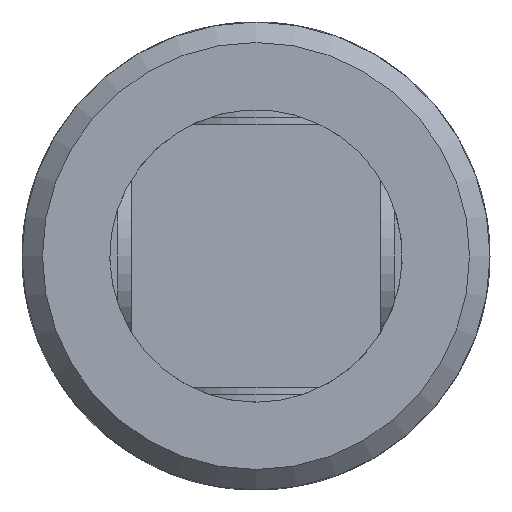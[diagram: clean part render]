
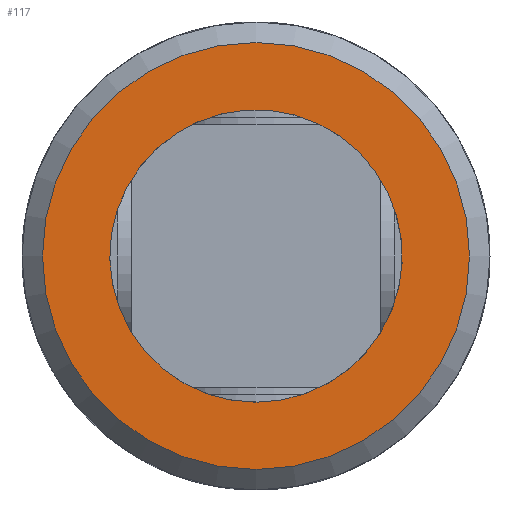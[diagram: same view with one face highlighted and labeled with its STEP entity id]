
A CAD part, left-side view. The second image highlights one B-rep face of the part: STEP entity #117.
In plain terms, the highlighted planar face has unit normal (-1, 0, 0).
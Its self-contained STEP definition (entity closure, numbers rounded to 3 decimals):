
#117 = ADVANCED_FACE( '', ( #237, #238 ), #239, .F. );
#237 = FACE_OUTER_BOUND( '', #391, .T. );
#238 = FACE_BOUND( '', #392, .T. );
#239 = PLANE( '', #393 );
#391 = EDGE_LOOP( '', ( #538 ) );
#392 = EDGE_LOOP( '', ( #539 ) );
#393 = AXIS2_PLACEMENT_3D( '', #540, #541, #542 );
#538 = ORIENTED_EDGE( '', *, *, #842, .F. );
#539 = ORIENTED_EDGE( '', *, *, #843, .T. );
#540 = CARTESIAN_POINT( '', ( 0., 0., 0. ) );
#541 = DIRECTION( '', ( 1., 0., 0. ) );
#542 = DIRECTION( '', ( 0., 0., -1. ) );
#842 = EDGE_CURVE( '', #959, #959, #960, .T. );
#843 = EDGE_CURVE( '', #961, #961, #962, .T. );
#959 = VERTEX_POINT( '', #1131 );
#960 = CIRCLE( '', #1132, 7.3 );
#961 = VERTEX_POINT( '', #1133 );
#962 = CIRCLE( '', #1134, 5. );
#1131 = CARTESIAN_POINT( '', ( 0., 0., -7.3 ) );
#1132 = AXIS2_PLACEMENT_3D( '', #1631, #1632, #1633 );
#1133 = CARTESIAN_POINT( '', ( 0., 0., -5. ) );
#1134 = AXIS2_PLACEMENT_3D( '', #1634, #1635, #1636 );
#1631 = CARTESIAN_POINT( '', ( 0., 0., 0. ) );
#1632 = DIRECTION( '', ( 1., 0., 0. ) );
#1633 = DIRECTION( '', ( 0., 0., -1. ) );
#1634 = CARTESIAN_POINT( '', ( 0., 0., 0. ) );
#1635 = DIRECTION( '', ( 1., 0., 0. ) );
#1636 = DIRECTION( '', ( 0., 0., -1. ) );
